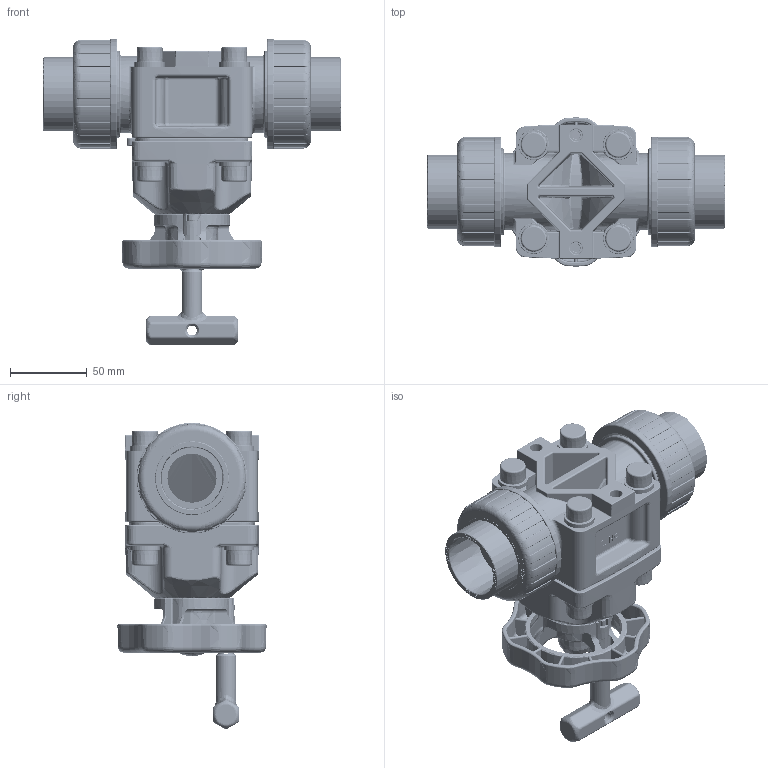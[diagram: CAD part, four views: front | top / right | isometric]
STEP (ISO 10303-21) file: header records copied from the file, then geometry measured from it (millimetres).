
FILE_DESCRIPTION(/* description */ (''),/* implementation_level */ '2;1');
FILE_NAME(/* name */ '40隔膜阀.stp',/* time_stamp */ '2024-10-08T11:06:22+08:00',/* author */ (''),/* organization */ (''),/* preprocessor_version */ 'ST-DEVELOPER v16',/* originating_system */ 'SIEMENS PLM Software NX 10.0',/* authorisation */ '');
FILE_SCHEMA (('AUTOMOTIVE_DESIGN { 1 0 10303 214 3 1 1 1 }'));
Products named in the file (1): gelv0F8C99C70ify
Bounding box: 193.8 x 96.91 x 199.03 mm (x, y, z)
Volume: 610829.2 mm3; surface area: 292890.4 mm2
Topology: 50 solids, 52 shells, 6906 faces, 18091 edges, 11385 vertices
Faces by surface type: plane 3773, bspline 1165, cylinder 979, torus 492, cone 224, extrusion 142, sphere 122, revolution 9
Full cylindrical faces by diameter (mm): 1.3 x2, 1.6 x2, 1.95 x2, 2.4 x2, 2.759 x1, 3.759 x1, 4.2 x1, 4.4 x16, 5.6 x7, 6 x4, 6.1 x1, 6.303 x1, 7 x4, 8 x8, 8.4 x12, 9.2 x12, 10.3 x1, 11.3 x5, 14 x4, 15.5 x8, 17 x1, 18.5 x1, 20.4 x1, 21 x1, 31.9 x2, 37.8 x2, 40 x2, 43 x2, 48 x2, 50 x4
Entity records: 320428 total; most frequent: CARTESIAN_POINT 163052, ORIENTED_EDGE 34368, DIRECTION 29004, EDGE_CURVE 17184, VERTEX_POINT 11142, VECTOR 10057, LINE 9915, AXIS2_PLACEMENT_3D 9469
